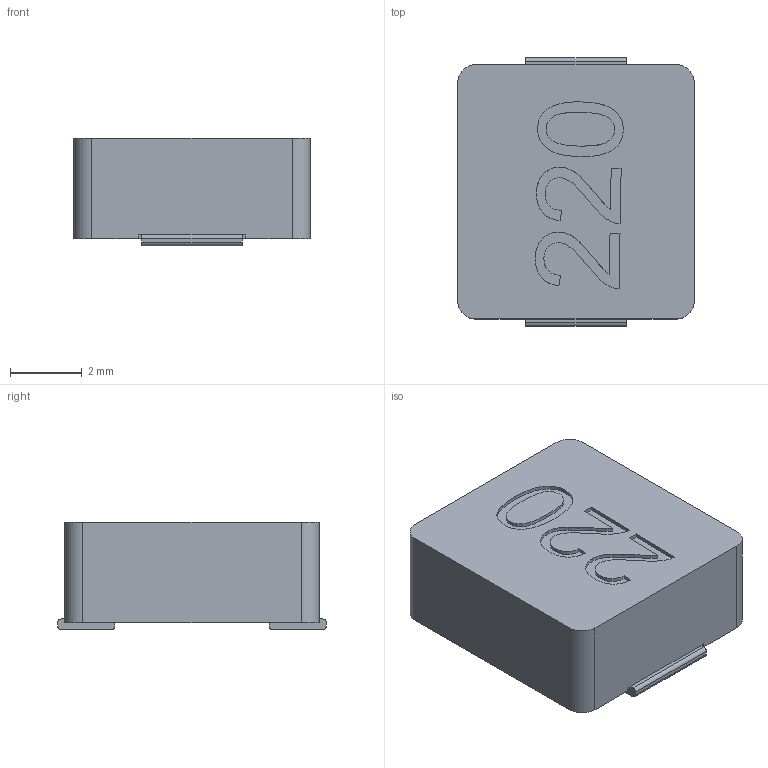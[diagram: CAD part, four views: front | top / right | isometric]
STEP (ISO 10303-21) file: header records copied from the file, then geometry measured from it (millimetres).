
FILE_DESCRIPTION(('FreeCAD Model'),'2;1');
FILE_NAME('Open CASCADE Shape Model','2025-01-09T21:19:40',('Author'),( ''),'Open CASCADE STEP processor 7.6','FreeCAD','Unknown');
FILE_SCHEMA(('AUTOMOTIVE_DESIGN { 1 0 10303 214 1 1 1 1 }'));
Length unit declared in the file: millimetre
Products named in the file (2): Part; Cuerpo
Assembly tree (1 placements, depth 2):
  Part
    Cuerpo
Bounding box: 6.6 x 7.5 x 3 mm (x, y, z)
Volume: 132 mm3; surface area: 177.1 mm2
Topology: 1 solids, 1 shells, 108 faces, 298 edges, 196 vertices
Faces by surface type: extrusion 56, plane 42, cylinder 10
Entity records: 3530 total; most frequent: CARTESIAN_POINT 940, ORIENTED_EDGE 596, DIRECTION 370, EDGE_CURVE 298, VECTOR 222, VERTEX_POINT 196, B_SPLINE_CURVE_WITH_KNOTS 168, LINE 166
